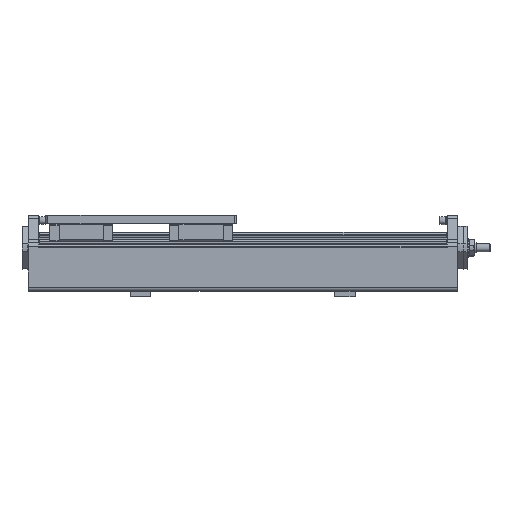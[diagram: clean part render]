
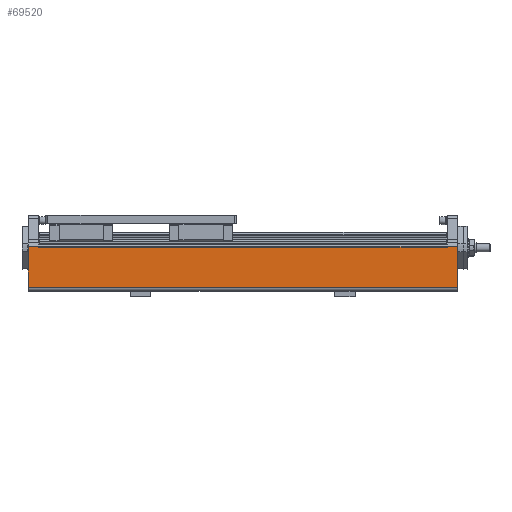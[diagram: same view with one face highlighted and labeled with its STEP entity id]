
A CAD part, left-side view. The second image highlights one B-rep face of the part: STEP entity #69520.
In plain terms, the highlighted planar face has unit normal (-1, 0, 0).
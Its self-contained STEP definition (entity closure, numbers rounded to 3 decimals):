
#1471=CARTESIAN_POINT('',(11.75,1015.0,14.));
#1472=VERTEX_POINT('',#1471);
#1480=CARTESIAN_POINT('',(11.75,1015.0,74.));
#1481=VERTEX_POINT('',#1480);
#1482=CARTESIAN_POINT('',(11.75,1015.0,74.));
#1483=DIRECTION('',(0.0,0.0,-1.0));
#1484=VECTOR('',#1483,60.);
#1485=LINE('',#1482,#1484);
#1486=EDGE_CURVE('',#1481,#1472,#1485,.T.);
#6050=CARTESIAN_POINT('',(11.75,385.0,74.));
#6051=VERTEX_POINT('',#6050);
#6060=CARTESIAN_POINT('',(11.75,385.0,14.));
#6061=VERTEX_POINT('',#6060);
#6062=CARTESIAN_POINT('',(11.75,385.0,14.));
#6063=DIRECTION('',(0.0,0.0,1.0));
#6064=VECTOR('',#6063,60.);
#6065=LINE('',#6062,#6064);
#6066=EDGE_CURVE('',#6061,#6051,#6065,.T.);
#68306=CARTESIAN_POINT('',(11.75,400.0,74.));
#68307=VERTEX_POINT('',#68306);
#68314=CARTESIAN_POINT('',(11.75,400.0,74.));
#68315=DIRECTION('',(0.0,-1.0,0.0));
#68316=VECTOR('',#68315,15.0);
#68317=LINE('',#68314,#68316);
#68318=EDGE_CURVE('',#68307,#6051,#68317,.T.);
#68367=CARTESIAN_POINT('',(11.75,1000.0,74.));
#68368=VERTEX_POINT('',#68367);
#68369=CARTESIAN_POINT('',(11.75,1015.0,74.));
#68370=DIRECTION('',(0.0,-1.0,0.0));
#68371=VECTOR('',#68370,15.0);
#68372=LINE('',#68369,#68371);
#68373=EDGE_CURVE('',#1481,#68368,#68372,.T.);
#68423=CARTESIAN_POINT('',(11.75,1000.0,73.2));
#68424=VERTEX_POINT('',#68423);
#68432=CARTESIAN_POINT('',(11.75,400.0,73.2));
#68433=VERTEX_POINT('',#68432);
#68434=CARTESIAN_POINT('',(11.75,1000.0,73.2));
#68435=DIRECTION('',(0.0,-1.0,0.0));
#68436=VECTOR('',#68435,600.0);
#68437=LINE('',#68434,#68436);
#68438=EDGE_CURVE('',#68424,#68433,#68437,.T.);
#69490=CARTESIAN_POINT('',(11.75,1002.5,8.));
#69491=DIRECTION('',(-1.0,0.0,0.0));
#69492=DIRECTION('',(0.0,-1.0,0.0));
#69493=AXIS2_PLACEMENT_3D('',#69490,#69491,#69492);
#69494=PLANE('',#69493);
#69495=CARTESIAN_POINT('',(11.75,385.0,14.));
#69496=DIRECTION('',(0.0,1.0,0.0));
#69497=VECTOR('',#69496,630.0);
#69498=LINE('',#69495,#69497);
#69499=EDGE_CURVE('',#6061,#1472,#69498,.T.);
#69500=ORIENTED_EDGE('',*,*,#69499,.F.);
#69501=ORIENTED_EDGE('',*,*,#6066,.T.);
#69502=ORIENTED_EDGE('',*,*,#68318,.F.);
#69503=CARTESIAN_POINT('',(11.75,400.0,74.));
#69504=DIRECTION('',(0.0,0.0,-1.0));
#69505=VECTOR('',#69504,0.8);
#69506=LINE('',#69503,#69505);
#69507=EDGE_CURVE('',#68307,#68433,#69506,.T.);
#69508=ORIENTED_EDGE('',*,*,#69507,.T.);
#69509=ORIENTED_EDGE('',*,*,#68438,.F.);
#69510=CARTESIAN_POINT('',(11.75,1000.0,73.2));
#69511=DIRECTION('',(0.,0.0,1.0));
#69512=VECTOR('',#69511,0.8);
#69513=LINE('',#69510,#69512);
#69514=EDGE_CURVE('',#68424,#68368,#69513,.T.);
#69515=ORIENTED_EDGE('',*,*,#69514,.T.);
#69516=ORIENTED_EDGE('',*,*,#68373,.F.);
#69517=ORIENTED_EDGE('',*,*,#1486,.T.);
#69518=EDGE_LOOP('',(#69500,#69501,#69502,#69508,#69509,#69515,#69516,#69517));
#69519=FACE_OUTER_BOUND('',#69518,.T.);
#69520=ADVANCED_FACE('',(#69519),#69494,.T.);
